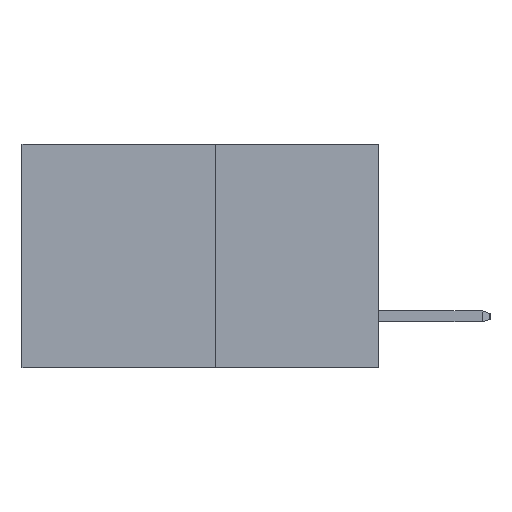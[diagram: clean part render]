
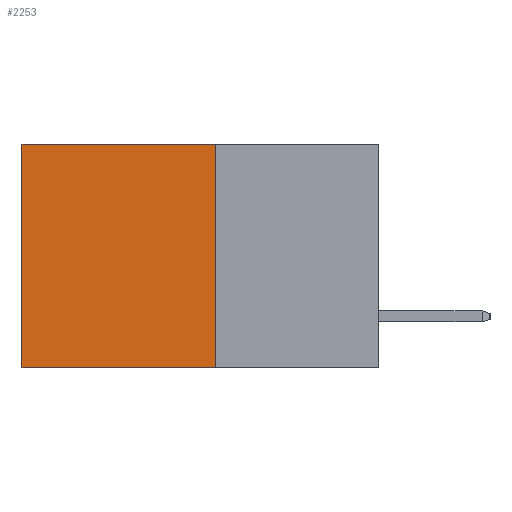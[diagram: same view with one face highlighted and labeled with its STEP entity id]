
A CAD part, left-side view. The second image highlights one B-rep face of the part: STEP entity #2253.
In plain terms, the highlighted planar face has unit normal (-1, 0, 0).
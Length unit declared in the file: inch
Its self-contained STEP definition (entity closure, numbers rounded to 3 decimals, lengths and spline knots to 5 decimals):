
#12 = VECTOR ( 'NONE', #7274, 39.37008 ) ;
#75 = LINE ( 'NONE', #9054, #4736 ) ;
#328 = LINE ( 'NONE', #9433, #12 ) ;
#440 = ORIENTED_EDGE ( 'NONE', *, *, #3331, .F. ) ;
#866 = DIRECTION ( 'NONE',  ( 1., 0., 0. ) ) ;
#965 = AXIS2_PLACEMENT_3D ( 'NONE', #8871, #866, #7031 ) ;
#1047 = VERTEX_POINT ( 'NONE', #8550 ) ;
#1054 = EDGE_CURVE ( 'NONE', #9598, #6228, #7931, .T. ) ;
#1434 = EDGE_LOOP ( 'NONE', ( #6549, #2914, #440, #9115 ) ) ;
#2253 = ADVANCED_FACE ( 'NONE', ( #7523 ), #8456, .F. ) ;
#2603 = DIRECTION ( 'NONE',  ( 0., 0., -1. ) ) ;
#2914 = ORIENTED_EDGE ( 'NONE', *, *, #1054, .F. ) ;
#3331 = EDGE_CURVE ( 'NONE', #9795, #9598, #3896, .T. ) ;
#3896 = LINE ( 'NONE', #5183, #6387 ) ;
#4594 = CARTESIAN_POINT ( 'NONE',  ( 0.277, 0.27, 0. ) ) ;
#4736 = VECTOR ( 'NONE', #9320, 39.37008 ) ;
#5183 = CARTESIAN_POINT ( 'NONE',  ( 0.277, 0.27, -0.37 ) ) ;
#5840 = VECTOR ( 'NONE', #9100, 39.37008 ) ;
#6208 = EDGE_CURVE ( 'NONE', #1047, #6228, #75, .T. ) ;
#6228 = VERTEX_POINT ( 'NONE', #9087 ) ;
#6387 = VECTOR ( 'NONE', #2603, 39.37008 ) ;
#6549 = ORIENTED_EDGE ( 'NONE', *, *, #6208, .T. ) ;
#7031 = DIRECTION ( 'NONE',  ( 0., 0., -1. ) ) ;
#7274 = DIRECTION ( 'NONE',  ( 0., 1., 0. ) ) ;
#7523 = FACE_OUTER_BOUND ( 'NONE', #1434, .T. ) ;
#7931 = LINE ( 'NONE', #8436, #5840 ) ;
#8436 = CARTESIAN_POINT ( 'NONE',  ( 0.277, 0.27, -0.37 ) ) ;
#8456 = PLANE ( 'NONE',  #965 ) ;
#8550 = CARTESIAN_POINT ( 'NONE',  ( 0.277, 0.59, 0. ) ) ;
#8871 = CARTESIAN_POINT ( 'NONE',  ( 0.277, 0.27, -0.37 ) ) ;
#9048 = EDGE_CURVE ( 'NONE', #9795, #1047, #328, .T. ) ;
#9054 = CARTESIAN_POINT ( 'NONE',  ( 0.277, 0.59, -0.37 ) ) ;
#9087 = CARTESIAN_POINT ( 'NONE',  ( 0.277, 0.59, -0.37 ) ) ;
#9100 = DIRECTION ( 'NONE',  ( 0., 1., 0. ) ) ;
#9115 = ORIENTED_EDGE ( 'NONE', *, *, #9048, .T. ) ;
#9320 = DIRECTION ( 'NONE',  ( 0., 0., -1. ) ) ;
#9433 = CARTESIAN_POINT ( 'NONE',  ( 0.277, 0.27, 0. ) ) ;
#9598 = VERTEX_POINT ( 'NONE', #10525 ) ;
#9795 = VERTEX_POINT ( 'NONE', #4594 ) ;
#10525 = CARTESIAN_POINT ( 'NONE',  ( 0.277, 0.27, -0.37 ) ) ;
